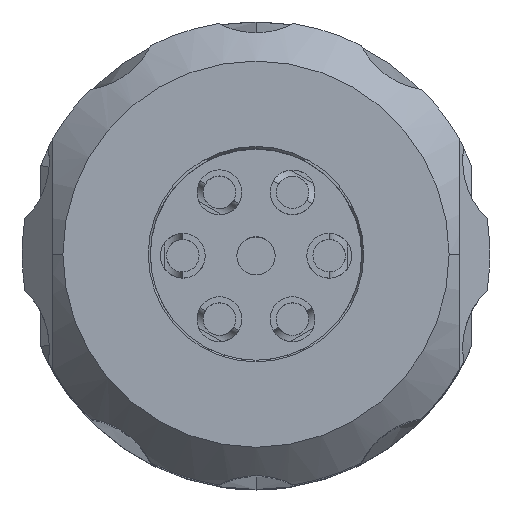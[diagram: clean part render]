
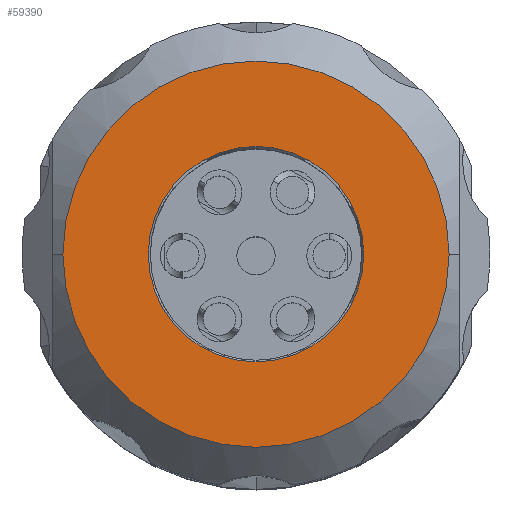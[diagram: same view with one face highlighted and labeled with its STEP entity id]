
A CAD part, top view. The second image highlights one B-rep face of the part: STEP entity #59390.
In plain terms, the highlighted face is planar.
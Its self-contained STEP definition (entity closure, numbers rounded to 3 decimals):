
#58900=CARTESIAN_POINT('',(-0.009,2.633,-84.75));
#58910=VERTEX_POINT('',#58900);
#59000=CARTESIAN_POINT('',(-0.009,-2.667,-84.75));
#59010=VERTEX_POINT('',#59000);
#59040=CARTESIAN_POINT('',(-0.009,-0.017,
-84.75));
#59050=DIRECTION('',(0.,0.,-1.));
#59060=DIRECTION('',(0.,1.,0.));
#59070=AXIS2_PLACEMENT_3D('',#59040,#59050,#59060);
#59080=CIRCLE('',#59070,2.65);
#59090=EDGE_CURVE('',#58910,#59010,#59080,.T.);
#59140=CARTESIAN_POINT('',(-0.009,-2.338,-84.75));
#59150=DIRECTION('',(0.,0.,-1.));
#59160=DIRECTION('',(0.,1.,0.));
#59170=AXIS2_PLACEMENT_3D('',#59140,#59150,#59160);
#59180=PLANE('',#59170);
#59190=CARTESIAN_POINT('',(-0.009,-0.017,
-84.75));
#59200=DIRECTION('',(0.,0.,1.));
#59210=DIRECTION('',(-1.,0.,0.));
#59220=AXIS2_PLACEMENT_3D('',#59190,#59200,#59210);
#59230=CIRCLE('',#59220,4.75);
#59240=CARTESIAN_POINT('',(-4.759,-0.017,-84.75));
#59250=VERTEX_POINT('',#59240);
#59260=CARTESIAN_POINT('',(4.741,-0.017,-84.75));
#59270=VERTEX_POINT('',#59260);
#59280=EDGE_CURVE('',#59250,#59270,#59230,.T.);
#59290=ORIENTED_EDGE('',*,*,#59280,.F.);
#59300=EDGE_CURVE('',#59270,#59250,#59230,.T.);
#59310=ORIENTED_EDGE('',*,*,#59300,.F.);
#59320=EDGE_LOOP('',(#59310,#59290));
#59330=FACE_OUTER_BOUND('',#59320,.T.);
#59340=EDGE_CURVE('',#59010,#58910,#59080,.T.);
#59350=ORIENTED_EDGE('',*,*,#59340,.F.);
#59360=ORIENTED_EDGE('',*,*,#59090,.F.);
#59370=EDGE_LOOP('',(#59360,#59350));
#59380=FACE_BOUND('',#59370,.T.);
#59390=ADVANCED_FACE('',(#59330,#59380),#59180,.T.);
